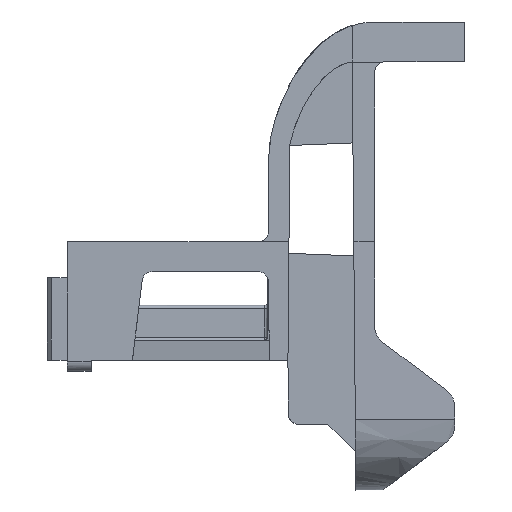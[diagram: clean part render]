
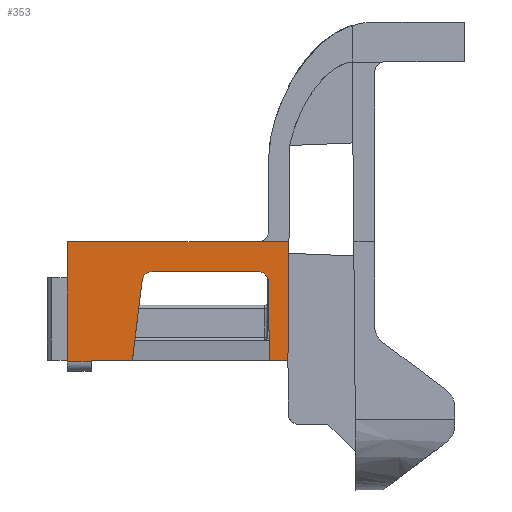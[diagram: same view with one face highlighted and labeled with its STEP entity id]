
A CAD part, left-side view. The second image highlights one B-rep face of the part: STEP entity #353.
In plain terms, the highlighted planar face has unit normal (-1, 0, -0.009).
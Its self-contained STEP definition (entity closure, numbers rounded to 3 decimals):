
#121 = CARTESIAN_POINT ( 'NONE',  ( -6.996, 17.7, -16.899 ) ) ;
#353 = ADVANCED_FACE ( 'NONE', ( #5107 ), #13836, .F. ) ;
#568 = B_SPLINE_CURVE_WITH_KNOTS ( 'NONE', 3,
 ( #12738, #7845, #8015, #9167, #4230, #1916, #1857, #5586 ),
 .UNSPECIFIED., .F., .F.,
 ( 4, 2, 2, 4 ),
 ( 0., 0.001, 0.001, 0.002 ),
 .UNSPECIFIED. ) ;
#710 = ORIENTED_EDGE ( 'NONE', *, *, #11320, .T. ) ;
#800 = EDGE_CURVE ( 'NONE', #983, #10763, #10569, .T. ) ;
#822 = CARTESIAN_POINT ( 'NONE',  ( -7.1, -2.104, -5.02 ) ) ;
#841 = VERTEX_POINT ( 'NONE', #822 ) ;
#978 = DIRECTION ( 'NONE',  ( -0.009, -0.009, 1. ) ) ;
#983 = VERTEX_POINT ( 'NONE', #14616 ) ;
#1345 = VECTOR ( 'NONE', #5950, 1000. ) ;
#1371 = DIRECTION ( 'NONE',  ( -0.009, 0.017, 1. ) ) ;
#1384 = CARTESIAN_POINT ( 'NONE',  ( -7.074, 11.615, -8.02 ) ) ;
#1429 = DIRECTION ( 'NONE',  ( 0.009, 0.122, -0.993 ) ) ;
#1435 = CARTESIAN_POINT ( 'NONE',  ( -7.066, 12.608, -8.898 ) ) ;
#1498 = ORIENTED_EDGE ( 'NONE', *, *, #1809, .T. ) ;
#1581 = EDGE_CURVE ( 'NONE', #983, #13827, #13529, .T. ) ;
#1602 = VERTEX_POINT ( 'NONE', #13428 ) ;
#1766 = VECTOR ( 'NONE', #8032, 1000. ) ;
#1809 = EDGE_CURVE ( 'NONE', #10763, #13586, #568, .T. ) ;
#1857 = CARTESIAN_POINT ( 'NONE',  ( -7.066, -0.015, -8.872 ) ) ;
#1908 = EDGE_CURVE ( 'NONE', #1602, #841, #15534, .T. ) ;
#1916 = CARTESIAN_POINT ( 'NONE',  ( -7.067, 0.013, -8.745 ) ) ;
#2005 = CARTESIAN_POINT ( 'NONE',  ( -6.996, 17.7, -16.9 ) ) ;
#2190 = EDGE_CURVE ( 'NONE', #2690, #11612, #4911, .T. ) ;
#2223 = CARTESIAN_POINT ( 'NONE',  ( -6.995, 17.701, -17.009 ) ) ;
#2365 = LINE ( 'NONE', #5589, #10453 ) ;
#2603 = ORIENTED_EDGE ( 'NONE', *, *, #3472, .T. ) ;
#2604 = CARTESIAN_POINT ( 'NONE',  ( -7.074, 12.146, -8.02 ) ) ;
#2690 = VERTEX_POINT ( 'NONE', #2005 ) ;
#2783 = CARTESIAN_POINT ( 'NONE',  ( -6.995, 20.1, -17.009 ) ) ;
#2870 = VECTOR ( 'NONE', #1371, 1000. ) ;
#3111 = VECTOR ( 'NONE', #5617, 1000. ) ;
#3419 = ORIENTED_EDGE ( 'NONE', *, *, #1581, .F. ) ;
#3472 = EDGE_CURVE ( 'NONE', #841, #10072, #10735, .T. ) ;
#4030 = DIRECTION ( 'NONE',  ( 0., -1., 0. ) ) ;
#4230 = CARTESIAN_POINT ( 'NONE',  ( -7.07, 0.116, -8.507 ) ) ;
#4417 = CARTESIAN_POINT ( 'NONE',  ( -7.074, 0.983, -8.02 ) ) ;
#4678 = EDGE_CURVE ( 'NONE', #9967, #8140, #12486, .T. ) ;
#4911 = LINE ( 'NONE', #14374, #1345 ) ;
#5003 = DIRECTION ( 'NONE',  ( -0.009, -0.009, 1. ) ) ;
#5030 = VERTEX_POINT ( 'NONE', #2223 ) ;
#5107 = FACE_OUTER_BOUND ( 'NONE', #9544, .T. ) ;
#5136 = VECTOR ( 'NONE', #8440, 1000. ) ;
#5263 = CARTESIAN_POINT ( 'NONE',  ( -7.1, 0.965, -5.02 ) ) ;
#5341 = ORIENTED_EDGE ( 'NONE', *, *, #10699, .F. ) ;
#5488 = LINE ( 'NONE', #11098, #2870 ) ;
#5586 = CARTESIAN_POINT ( 'NONE',  ( -7.065, -0.017, -9.003 ) ) ;
#5589 = CARTESIAN_POINT ( 'NONE',  ( -7.1, 22.1, -5.02 ) ) ;
#5617 = DIRECTION ( 'NONE',  ( 0., 1., 0. ) ) ;
#5950 = DIRECTION ( 'NONE',  ( 0., -1., 0. ) ) ;
#5970 = ORIENTED_EDGE ( 'NONE', *, *, #7041, .F. ) ;
#6274 = CARTESIAN_POINT ( 'NONE',  ( -7.1, 20.1, -5.02 ) ) ;
#6275 = CARTESIAN_POINT ( 'NONE',  ( -7.143, 11.53, -0.121 ) ) ;
#6597 = LINE ( 'NONE', #6275, #14513 ) ;
#6867 = ORIENTED_EDGE ( 'NONE', *, *, #4678, .T. ) ;
#6993 = AXIS2_PLACEMENT_3D ( 'NONE', #12452, #12561, #10207 ) ;
#7041 = EDGE_CURVE ( 'NONE', #13827, #11612, #6597, .T. ) ;
#7042 = CARTESIAN_POINT ( 'NONE',  ( -7.065, -0.017, -9.003 ) ) ;
#7349 = VECTOR ( 'NONE', #4030, 1000. ) ;
#7845 = CARTESIAN_POINT ( 'NONE',  ( -7.074, 0.722, -8.022 ) ) ;
#7959 = ORIENTED_EDGE ( 'NONE', *, *, #14475, .T. ) ;
#8015 = CARTESIAN_POINT ( 'NONE',  ( -7.073, 0.466, -8.128 ) ) ;
#8032 = DIRECTION ( 'NONE',  ( 0.009, 0., -1. ) ) ;
#8140 = VERTEX_POINT ( 'NONE', #12590 ) ;
#8182 = LINE ( 'NONE', #121, #8550 ) ;
#8440 = DIRECTION ( 'NONE',  ( 0., -1., 0. ) ) ;
#8481 = ORIENTED_EDGE ( 'NONE', *, *, #1908, .T. ) ;
#8545 = CARTESIAN_POINT ( 'NONE',  ( -6.996, 22.1, -16.9 ) ) ;
#8550 = VECTOR ( 'NONE', #5003, 1000. ) ;
#9085 = ORIENTED_EDGE ( 'NONE', *, *, #2190, .T. ) ;
#9167 = CARTESIAN_POINT ( 'NONE',  ( -7.071, 0.19, -8.399 ) ) ;
#9544 = EDGE_LOOP ( 'NONE', ( #1498, #9692, #7959, #8481, #2603, #10897, #6867, #5341, #710, #9085, #5970, #3419, #15606 ) ) ;
#9692 = ORIENTED_EDGE ( 'NONE', *, *, #15089, .F. ) ;
#9926 = CARTESIAN_POINT ( 'NONE',  ( -7.1, 20.1, -5.02 ) ) ;
#9967 = VERTEX_POINT ( 'NONE', #6274 ) ;
#10072 = VERTEX_POINT ( 'NONE', #5263 ) ;
#10207 = DIRECTION ( 'NONE',  ( -0.009, 0., 1. ) ) ;
#10453 = VECTOR ( 'NONE', #15066, 1000. ) ;
#10458 = VECTOR ( 'NONE', #978, 1000. ) ;
#10569 = LINE ( 'NONE', #11219, #7349 ) ;
#10674 = LINE ( 'NONE', #2783, #3111 ) ;
#10699 = EDGE_CURVE ( 'NONE', #5030, #8140, #10674, .T. ) ;
#10735 = LINE ( 'NONE', #9926, #11462 ) ;
#10763 = VERTEX_POINT ( 'NONE', #4417 ) ;
#10897 = ORIENTED_EDGE ( 'NONE', *, *, #11514, .F. ) ;
#11009 = CARTESIAN_POINT ( 'NONE',  ( -7.071, 12.543, -8.372 ) ) ;
#11098 = CARTESIAN_POINT ( 'NONE',  ( -7.143, 0.139, -0.064 ) ) ;
#11219 = CARTESIAN_POINT ( 'NONE',  ( -7.074, 0., -8.02 ) ) ;
#11320 = EDGE_CURVE ( 'NONE', #5030, #2690, #8182, .T. ) ;
#11462 = VECTOR ( 'NONE', #14830, 1000. ) ;
#11514 = EDGE_CURVE ( 'NONE', #9967, #10072, #2365, .T. ) ;
#11612 = VERTEX_POINT ( 'NONE', #14239 ) ;
#12370 = VERTEX_POINT ( 'NONE', #12707 ) ;
#12452 = CARTESIAN_POINT ( 'NONE',  ( -7.144, 0., 0. ) ) ;
#12486 = LINE ( 'NONE', #12813, #1766 ) ;
#12561 = DIRECTION ( 'NONE',  ( 1., 0., 0.009 ) ) ;
#12590 = CARTESIAN_POINT ( 'NONE',  ( -6.995, 20.1, -17.009 ) ) ;
#12707 = CARTESIAN_POINT ( 'NONE',  ( -6.996, -0.155, -16.9 ) ) ;
#12738 = CARTESIAN_POINT ( 'NONE',  ( -7.074, 0.983, -8.02 ) ) ;
#12813 = CARTESIAN_POINT ( 'NONE',  ( -7.1, 20.1, -5.034 ) ) ;
#13428 = CARTESIAN_POINT ( 'NONE',  ( -6.996, -2., -16.9 ) ) ;
#13529 =( BOUNDED_CURVE ( )  B_SPLINE_CURVE ( 3, ( #1384, #2604, #11009, #1435 ),
 .UNSPECIFIED., .F., .F. ) 
 B_SPLINE_CURVE_WITH_KNOTS ( ( 4, 4 ),
 ( 0., 1.449 ),
 .UNSPECIFIED. ) 
 CURVE ( )  GEOMETRIC_REPRESENTATION_ITEM ( )  RATIONAL_B_SPLINE_CURVE ( ( 1., 0.833, 0.833, 1. ) ) 
 REPRESENTATION_ITEM ( '' )  );
#13586 = VERTEX_POINT ( 'NONE', #7042 ) ;
#13827 = VERTEX_POINT ( 'NONE', #15070 ) ;
#13836 = PLANE ( 'NONE',  #6993 ) ;
#14239 = CARTESIAN_POINT ( 'NONE',  ( -6.996, 13.59, -16.9 ) ) ;
#14374 = CARTESIAN_POINT ( 'NONE',  ( -6.996, 22.1, -16.9 ) ) ;
#14475 = EDGE_CURVE ( 'NONE', #12370, #1602, #14751, .T. ) ;
#14513 = VECTOR ( 'NONE', #1429, 1000. ) ;
#14616 = CARTESIAN_POINT ( 'NONE',  ( -7.074, 11.615, -8.02 ) ) ;
#14751 = LINE ( 'NONE', #8545, #5136 ) ;
#14830 = DIRECTION ( 'NONE',  ( 0., 1., 0. ) ) ;
#15066 = DIRECTION ( 'NONE',  ( 0., -1., 0. ) ) ;
#15070 = CARTESIAN_POINT ( 'NONE',  ( -7.066, 12.608, -8.898 ) ) ;
#15089 = EDGE_CURVE ( 'NONE', #12370, #13586, #5488, .T. ) ;
#15405 = CARTESIAN_POINT ( 'NONE',  ( -6.996, -2., -16.899 ) ) ;
#15534 = LINE ( 'NONE', #15405, #10458 ) ;
#15606 = ORIENTED_EDGE ( 'NONE', *, *, #800, .T. ) ;
